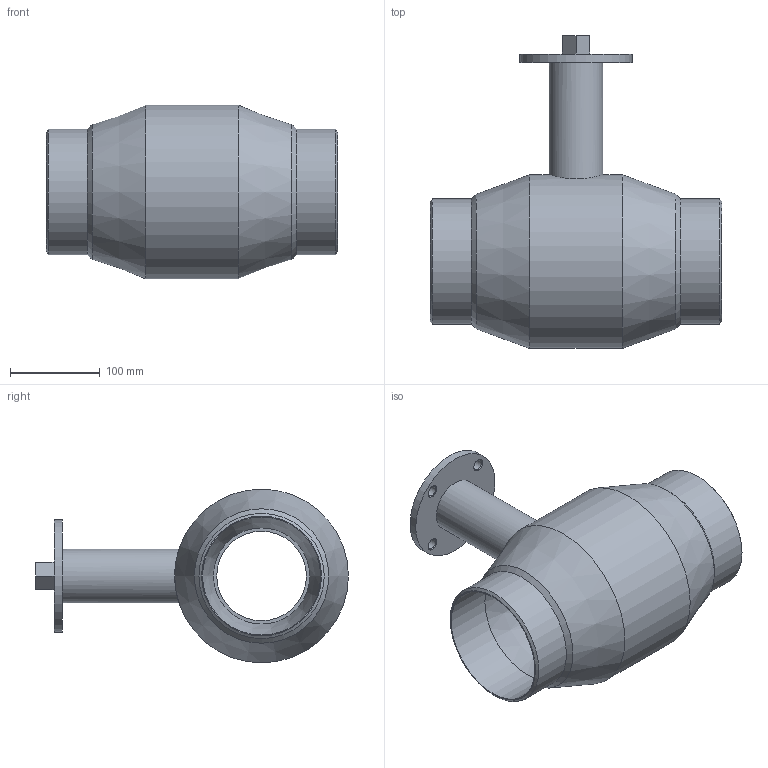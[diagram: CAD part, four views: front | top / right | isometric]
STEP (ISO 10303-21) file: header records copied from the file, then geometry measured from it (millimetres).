
FILE_DESCRIPTION((''),'2;1');
FILE_NAME('AT3590-125.stp','2016-02-12T10:36:08',('Przemo'),(''),'Autodesk Inventor 2012','Autodesk Inventor 2012','');
FILE_SCHEMA(('AUTOMOTIVE_DESIGN { 1 0 10303 214 1 1 1 1 }'));
Length unit declared in the file: millimetre
Products named in the file (1): AT3590-125
Bounding box: 325 x 348.85 x 193.7 mm (x, y, z)
Volume: 4425757.9 mm3; surface area: 351784.4 mm2
Topology: 1 solids, 1 shells, 39 faces, 84 edges, 53 vertices
Faces by surface type: cylinder 14, plane 13, cone 12
Full cylindrical faces by diameter (mm): 12 x4, 60 x2, 70 x1, 100 x1, 125 x1, 131.7 x2, 139.7 x2, 193.7 x1
Entity records: 974 total; most frequent: CARTESIAN_POINT 201, DIRECTION 166, ORIENTED_EDGE 100, EDGE_LOOP 82, AXIS2_PLACEMENT_3D 77, EDGE_CURVE 50, VERTEX_POINT 46, FACE_BOUND 43
